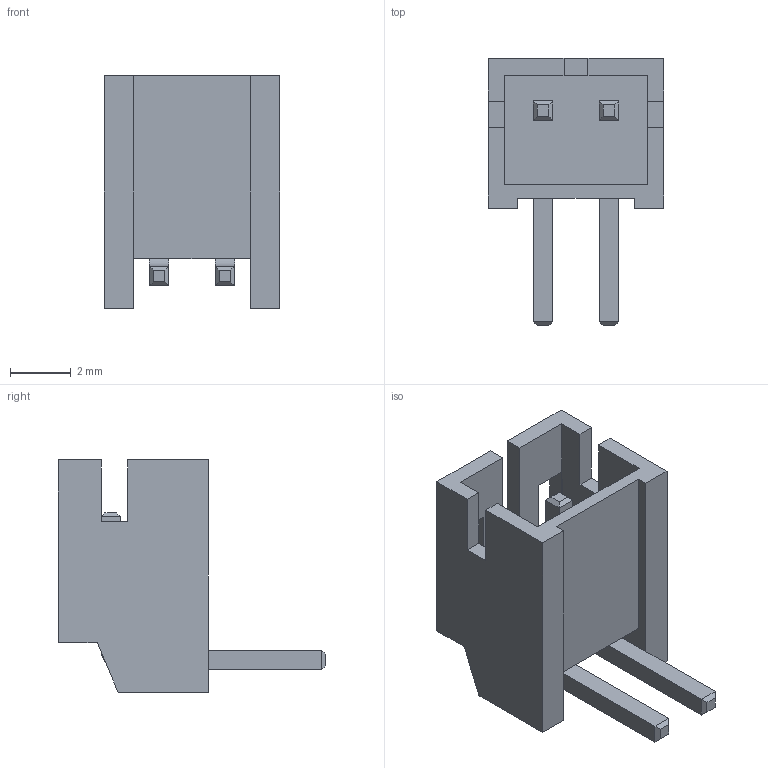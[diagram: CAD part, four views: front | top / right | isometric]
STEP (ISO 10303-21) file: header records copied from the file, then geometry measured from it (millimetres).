
FILE_DESCRIPTION(/* description */ (''),/* implementation_level */ '2;1');
FILE_NAME(/* name */ 'JST 2pin rightangle.stp',/* time_stamp */ '2016-11-08T11:24:25-08:00',/* author */ ('alex'),/* organization */ (''),/* preprocessor_version */ 'ST-DEVELOPER v16.5',/* originating_system */ 'Autodesk Inventor 2017',/* authorisation */ '');
FILE_SCHEMA (('AUTOMOTIVE_DESIGN { 1 0 10303 214 3 1 1 }'));
Length unit declared in the file: inch
Products named in the file (1): Battery JST 2
Bounding box: 5.77 x 8.76 x 7.62 mm (x, y, z)
Volume: 91.3 mm3; surface area: 337.9 mm2
Topology: 1 solids, 1 shells, 80 faces, 214 edges, 136 vertices
Faces by surface type: plane 76, cylinder 4
Entity records: 2515 total; most frequent: CARTESIAN_POINT 431, ORIENTED_EDGE 428, DIRECTION 384, EDGE_CURVE 214, LINE 206, VECTOR 206, VERTEX_POINT 136, AXIS2_PLACEMENT_3D 89
